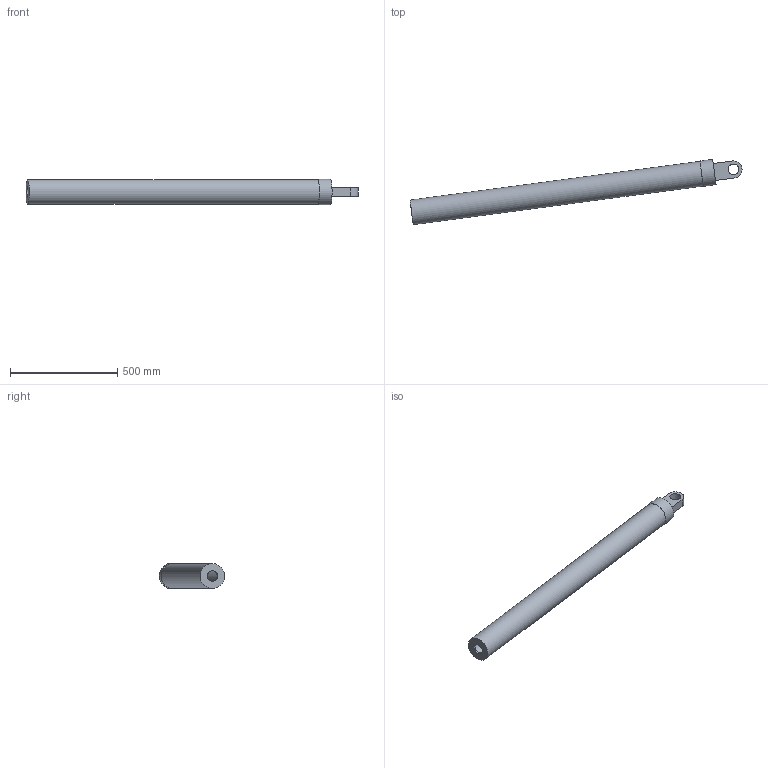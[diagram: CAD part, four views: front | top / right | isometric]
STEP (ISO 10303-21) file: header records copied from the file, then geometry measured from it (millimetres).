
FILE_DESCRIPTION(/* description */ ('','CAx-IF Rec.Pracs.---Representation and Presentation of Product Manufacturing Information (PMI)---4.0---2014-10-13'),/* implementation_level */ '2;1');
FILE_NAME(/* name */ 'BladeSideShiftCylinder.step',/* time_stamp */ '2024-12-19T10:43:01-05:00',/* author */ (''),/* organization */ (''),/* preprocessor_version */ 'ST-DEVELOPER v20',/* originating_system */ 'Autodesk Translation Framework v13.20.0.188',/* authorisation */ '');
FILE_SCHEMA (('AP242_MANAGED_MODEL_BASED_3D_ENGINEERING_MIM_LF { 1 0 10303 442 1 1 4 }'));
Length unit declared in the file: millimetre
Products named in the file (1): BladeSide Shift Cylinder
Bounding box: 1551.33 x 305.21 x 119.57 mm (x, y, z)
Volume: 4865567.8 mm3; surface area: 1016440.9 mm2
Topology: 1 solids, 1 shells, 23 faces, 46 edges, 30 vertices
Faces by surface type: plane 13, cylinder 8, cone 2
Full cylindrical faces by diameter (mm): 49 x1, 50 x1, 70 x1, 100 x1, 116 x1, 120 x1
Entity records: 648 total; most frequent: DIRECTION 114, CARTESIAN_POINT 100, ORIENTED_EDGE 92, EDGE_CURVE 46, AXIS2_PLACEMENT_3D 44, EDGE_LOOP 30, VERTEX_POINT 30, LINE 26
